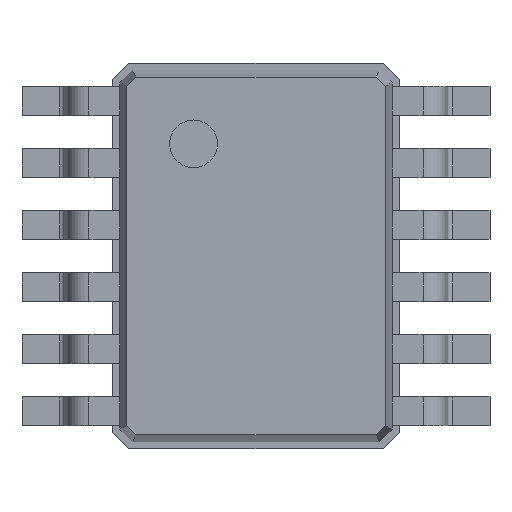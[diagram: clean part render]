
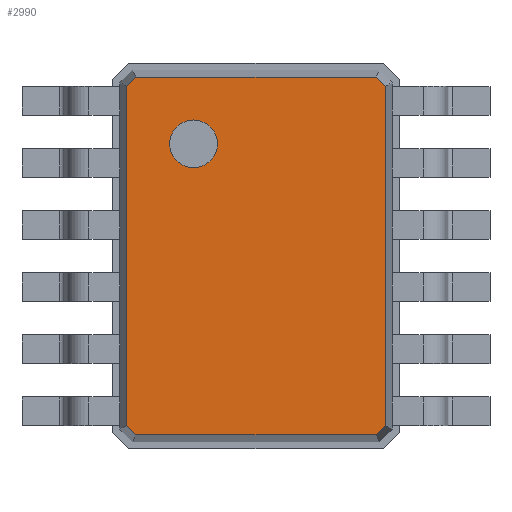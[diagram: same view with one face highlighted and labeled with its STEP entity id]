
A CAD part, top view. The second image highlights one B-rep face of the part: STEP entity #2990.
In plain terms, the highlighted planar face has unit normal (0, 0, 1).
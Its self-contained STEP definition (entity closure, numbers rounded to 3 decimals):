
#13=DIRECTION('',(0.,0.,1.));
#27=VECTOR('',#28,1.);
#28=DIRECTION('',(1.,0.,0.));
#52=VECTOR('',#53,1.);
#53=DIRECTION('',(0.707,0.707,0.));
#59=VECTOR('',#60,1.);
#60=DIRECTION('',(0.,1.,0.));
#66=VECTOR('',#67,1.);
#67=DIRECTION('',(-0.707,0.707,0.));
#73=VECTOR('',#74,1.);
#74=DIRECTION('',(-1.,0.,0.));
#80=VECTOR('',#81,1.);
#81=DIRECTION('',(-0.707,-0.707,0.));
#87=VECTOR('',#88,1.);
#88=DIRECTION('',(0.,-1.,0.));
#92=VECTOR('',#93,1.);
#93=DIRECTION('',(0.707,-0.707,0.));
#1090=VERTEX_POINT('',#1091);
#1091=CARTESIAN_POINT('',(-1.354,1.777,0.95));
#1093=ORIENTED_EDGE('',*,*,#1094,.F.);
#1094=EDGE_CURVE('',#1095,#1090,#1097,.T.);
#1095=VERTEX_POINT('',#1096);
#1096=CARTESIAN_POINT('',(-1.354,-1.777,0.95));
#1097=LINE('',#1096,#59);
#1108=VERTEX_POINT('',#1109);
#1109=CARTESIAN_POINT('',(-1.257,1.873,0.95));
#1111=ORIENTED_EDGE('',*,*,#1112,.F.);
#1112=EDGE_CURVE('',#1090,#1108,#1113,.T.);
#1113=LINE('',#1091,#52);
#1122=VERTEX_POINT('',#1123);
#1123=CARTESIAN_POINT('',(1.257,1.873,0.95));
#1125=ORIENTED_EDGE('',*,*,#1126,.F.);
#1126=EDGE_CURVE('',#1108,#1122,#1127,.T.);
#1127=LINE('',#1109,#27);
#1136=VERTEX_POINT('',#1137);
#1137=CARTESIAN_POINT('',(1.354,1.777,0.95));
#1139=ORIENTED_EDGE('',*,*,#1140,.F.);
#1140=EDGE_CURVE('',#1122,#1136,#1141,.T.);
#1141=LINE('',#1123,#92);
#1198=VERTEX_POINT('',#1199);
#1199=CARTESIAN_POINT('',(1.354,-1.777,0.95));
#1201=ORIENTED_EDGE('',*,*,#1202,.F.);
#1202=EDGE_CURVE('',#1136,#1198,#1203,.T.);
#1203=LINE('',#1137,#87);
#2990=ADVANCED_FACE('',(#2991,#3006),#3016,.T.);
#2991=FACE_BOUND('',#2992,.T.);
#2992=EDGE_LOOP('',(#1125,#1111,#1093,#2993,#2998,#3003,#1201,#1139));
#2993=ORIENTED_EDGE('',*,*,#2994,.F.);
#2994=EDGE_CURVE('',#2995,#1095,#2997,.T.);
#2995=VERTEX_POINT('',#2996);
#2996=CARTESIAN_POINT('',(-1.257,-1.873,0.95));
#2997=LINE('',#2996,#66);
#2998=ORIENTED_EDGE('',*,*,#2999,.F.);
#2999=EDGE_CURVE('',#3000,#2995,#3002,.T.);
#3000=VERTEX_POINT('',#3001);
#3001=CARTESIAN_POINT('',(1.257,-1.873,0.95));
#3002=LINE('',#3001,#73);
#3003=ORIENTED_EDGE('',*,*,#3004,.F.);
#3004=EDGE_CURVE('',#1198,#3000,#3005,.T.);
#3005=LINE('',#1199,#80);
#3006=FACE_BOUND('',#3007,.T.);
#3007=EDGE_LOOP('',(#3008));
#3008=ORIENTED_EDGE('',*,*,#3009,.T.);
#3009=EDGE_CURVE('',#3010,#3010,#3012,.T.);
#3010=VERTEX_POINT('',#3011);
#3011=CARTESIAN_POINT('',(-0.654,0.923,0.95));
#3012=CIRCLE('',#3013,0.25);
#3013=AXIS2_PLACEMENT_3D('',#3014,#3015,#88);
#3014=CARTESIAN_POINT('',(-0.654,1.173,0.95));
#3015=DIRECTION('',(0.,-0.,-1.));
#3016=PLANE('',#3017);
#3017=AXIS2_PLACEMENT_3D('',#1109,#13,#3018);
#3018=DIRECTION('',(0.557,-0.83,0.));
